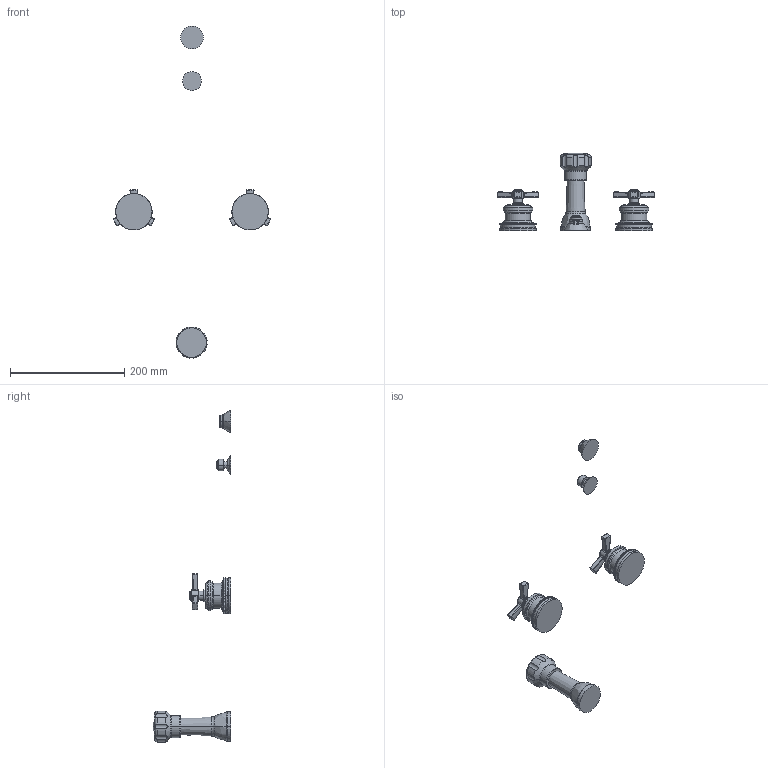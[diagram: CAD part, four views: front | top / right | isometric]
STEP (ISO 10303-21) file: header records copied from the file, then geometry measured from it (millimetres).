
FILE_DESCRIPTION((''),'2;1');
FILE_NAME('1609','2021-01-28T10:02:00',('jinson.thomas'),(''),'CREO PARAMETRIC BY PTC INC, 2018400','CREO PARAMETRIC BY PTC INC, 2018400','');
FILE_SCHEMA(('CONFIG_CONTROL_DESIGN'));
Length unit declared in the file: inch
Products named in the file (1): 1609
Bounding box: 275.34 x 135.97 x 580.53 mm (x, y, z)
Volume: 421967.5 mm3; surface area: 71099.3 mm2
Topology: 5 solids, 5 shells, 1511 faces, 4172 edges, 2709 vertices
Faces by surface type: plane 809, cylinder 476, bspline 130, torus 48, sphere 26, cone 22
Entity records: 53129 total; most frequent: CARTESIAN_POINT 14621, ORIENTED_EDGE 8340, DIRECTION 7788, EDGE_CURVE 4170, VECTOR 2750, LINE 2750, VERTEX_POINT 2709, AXIS2_PLACEMENT_3D 2519
